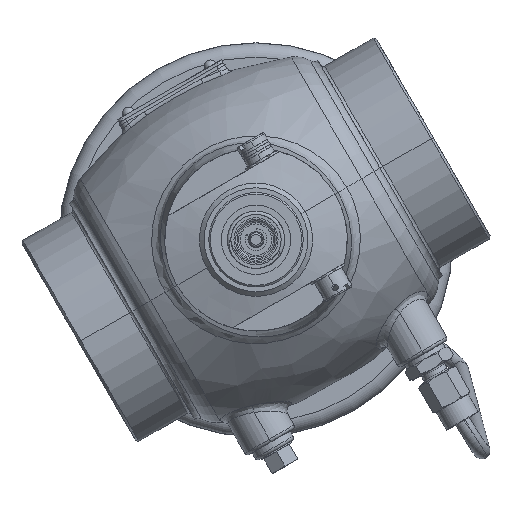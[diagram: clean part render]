
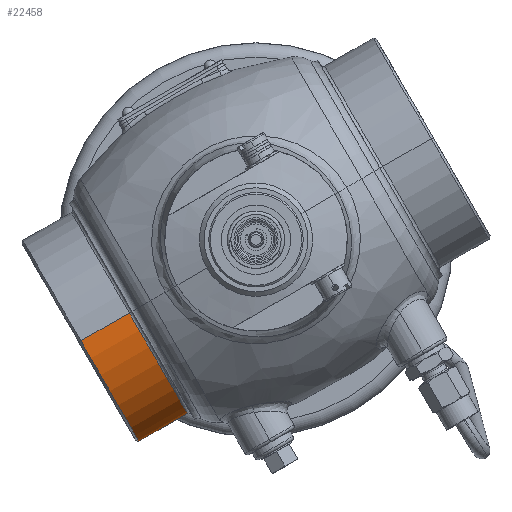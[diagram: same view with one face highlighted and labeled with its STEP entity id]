
A CAD part, left-side view. The second image highlights one B-rep face of the part: STEP entity #22458.
In plain terms, the highlighted cylindrical face has radius 36.853 mm (diameter 73.706 mm), a partial arc.
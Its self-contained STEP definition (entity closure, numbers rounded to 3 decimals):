
#2566=CARTESIAN_POINT('',(-120.7,55.651,-32.13));
#2567=DIRECTION('',(0.,0.866,-0.5));
#2568=DIRECTION('',(1.,0.,0.));
#2569=AXIS2_PLACEMENT_3D('',#2566,#2567,#2568);
#2571=CARTESIAN_POINT('',(-120.7,40.27,-23.25));
#2572=DIRECTION('',(0.,0.866,-0.5));
#2573=DIRECTION('',(1.,0.,0.));
#2574=AXIS2_PLACEMENT_3D('',#2571,#2572,#2573);
#2576=DIRECTION('',(0.,0.866,-0.5));
#2577=VECTOR('',#2576,17.761);
#2578=CARTESIAN_POINT('',(-83.847,40.27,-23.25));
#2579=LINE('',#2578,#2577);
#2585=DIRECTION('',(0.,0.866,-0.5));
#2586=VECTOR('',#2585,17.761);
#2587=CARTESIAN_POINT('',(-157.553,40.27,-23.25));
#2588=LINE('',#2587,#2586);
#16546=CARTESIAN_POINT('',(-83.847,40.27,-23.25));
#16548=VERTEX_POINT('',#16546);
#16550=CARTESIAN_POINT('',(-157.553,40.27,-23.25));
#16552=VERTEX_POINT('',#16550);
#16685=CARTESIAN_POINT('',(-83.847,55.651,-32.13));
#16686=CARTESIAN_POINT('',(-157.553,55.651,-32.13));
#16687=VERTEX_POINT('',#16685);
#16688=VERTEX_POINT('',#16686);
#22444=CARTESIAN_POINT('',(-120.7,61.921,-35.75));
#22445=DIRECTION('',(0.,0.866,-0.5));
#22446=DIRECTION('',(-1.,0.,0.));
#22447=AXIS2_PLACEMENT_3D('',#22444,#22445,#22446);
#22448=CYLINDRICAL_SURFACE('',#22447,36.853);
#22450=ORIENTED_EDGE('',*,*,#22449,.T.);
#22451=ORIENTED_EDGE('',*,*,#22438,.T.);
#22453=ORIENTED_EDGE('',*,*,#22452,.F.);
#22455=ORIENTED_EDGE('',*,*,#22454,.F.);
#22456=EDGE_LOOP('',(#22450,#22451,#22453,#22455));
#22457=FACE_OUTER_BOUND('',#22456,.F.);
#22458=ADVANCED_FACE('',(#22457),#22448,.T.);
#2570=CIRCLE('',#2569,36.853);
#2575=CIRCLE('',#2574,36.853);
#22438=EDGE_CURVE('',#16687,#16688,#2570,.T.);
#22449=EDGE_CURVE('',#16548,#16687,#2579,.T.);
#22452=EDGE_CURVE('',#16552,#16688,#2588,.T.);
#22454=EDGE_CURVE('',#16548,#16552,#2575,.T.);
